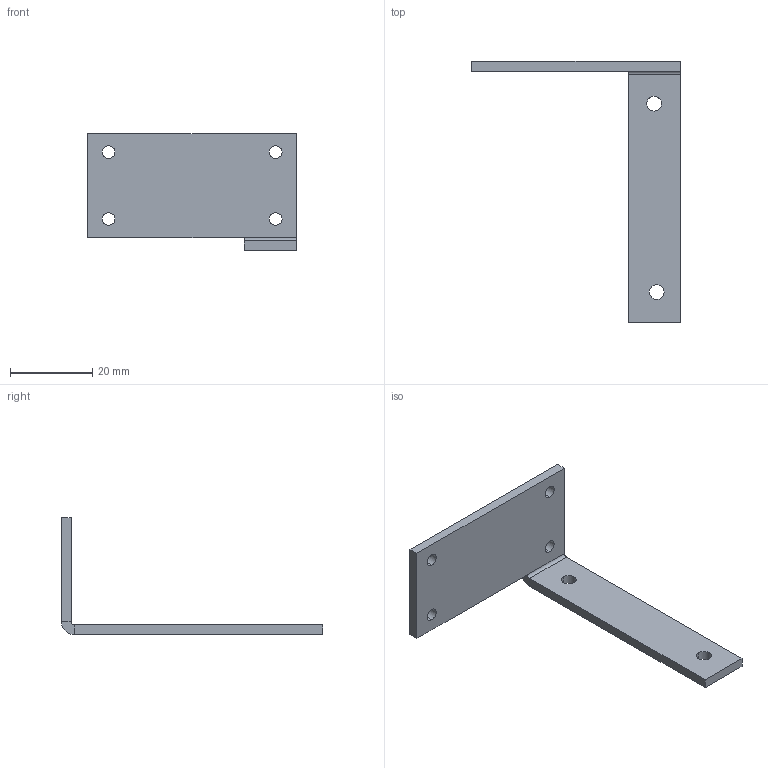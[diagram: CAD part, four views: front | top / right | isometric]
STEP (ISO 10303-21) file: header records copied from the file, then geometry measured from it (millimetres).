
FILE_DESCRIPTION (( 'STEP AP214' ), '1' );
FILE_NAME ('mte380_02_front_ultrasonic_mount_01.STEP', '2017-02-03T17:26:46', ( 'Jake' ), ( '' ), 'SwSTEP 2.0', 'SolidWorks 2016', '' );
FILE_SCHEMA (( 'AUTOMOTIVE_DESIGN' ));
Length unit declared in the file: inch
Products named in the file (1): mte380_02_front_ultrasonic_mount_01
Bounding box: 50.8 x 63.59 x 28.5 mm (x, y, z)
Volume: 4833.6 mm3; surface area: 4897.9 mm2
Topology: 1 solids, 1 shells, 27 faces, 67 edges, 42 vertices
Faces by surface type: cylinder 14, plane 13
Entity records: 869 total; most frequent: DIRECTION 151, CARTESIAN_POINT 137, ORIENTED_EDGE 134, EDGE_CURVE 67, AXIS2_PLACEMENT_3D 56, VERTEX_POINT 42, VECTOR 39, LINE 39
